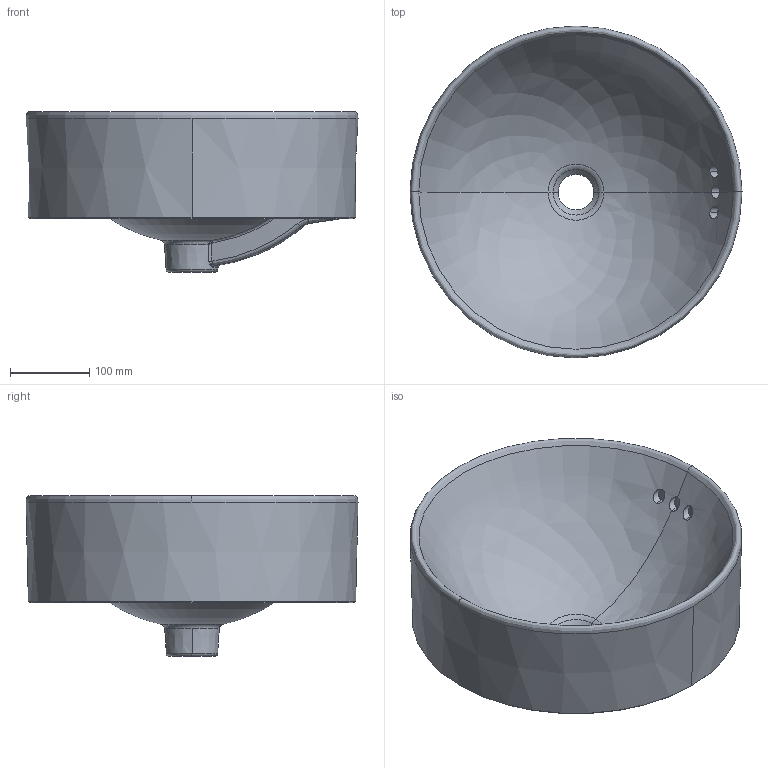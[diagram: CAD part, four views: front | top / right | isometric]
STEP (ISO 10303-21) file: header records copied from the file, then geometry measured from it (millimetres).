
FILE_DESCRIPTION((''),'2;1');
FILE_NAME('F14800','2017-01-16T',('ko97492'),(''),'CREO PARAMETRIC BY PTC INC, 2016130','CREO PARAMETRIC BY PTC INC, 2016130','');
FILE_SCHEMA(('CONFIG_CONTROL_DESIGN'));
Length unit declared in the file: millimetre
Products named in the file (1): F14800
Bounding box: 420 x 420 x 203.38 mm (x, y, z)
Volume: 4102089.4 mm3; surface area: 927626.6 mm2
Topology: 1 solids, 1 shells, 100 faces, 240 edges, 143 vertices
Faces by surface type: bspline 35, revolution 14, cylinder 14, torus 13, cone 12, plane 8, extrusion 4
Entity records: 7828 total; most frequent: CARTESIAN_POINT 5737, ORIENTED_EDGE 480, DIRECTION 344, EDGE_CURVE 240, AXIS2_PLACEMENT_3D 151, VERTEX_POINT 143, B_SPLINE_CURVE_WITH_KNOTS 130, EDGE_LOOP 111
